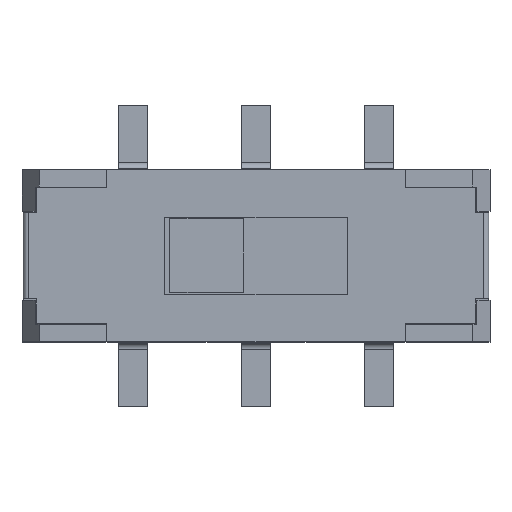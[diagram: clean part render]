
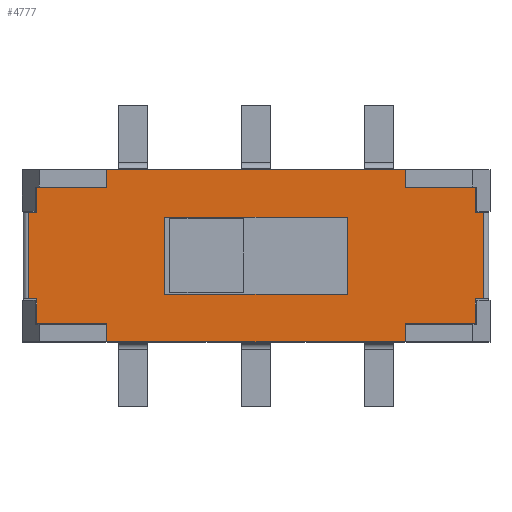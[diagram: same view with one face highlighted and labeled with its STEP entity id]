
A CAD part, top view. The second image highlights one B-rep face of the part: STEP entity #4777.
In plain terms, the highlighted planar face has unit normal (0, 0, 1).
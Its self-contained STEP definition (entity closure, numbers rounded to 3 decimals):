
#382=ORIENTED_EDGE('',*,*,#1158,.F.);
#383=ORIENTED_EDGE('',*,*,#1351,.T.);
#384=ORIENTED_EDGE('',*,*,#1170,.F.);
#385=ORIENTED_EDGE('',*,*,#1344,.F.);
#386=ORIENTED_EDGE('',*,*,#1248,.F.);
#387=ORIENTED_EDGE('',*,*,#1252,.F.);
#388=ORIENTED_EDGE('',*,*,#1255,.F.);
#389=ORIENTED_EDGE('',*,*,#1258,.F.);
#390=ORIENTED_EDGE('',*,*,#1261,.F.);
#391=ORIENTED_EDGE('',*,*,#1331,.F.);
#392=ORIENTED_EDGE('',*,*,#1352,.F.);
#393=ORIENTED_EDGE('',*,*,#1341,.T.);
#394=ORIENTED_EDGE('',*,*,#1353,.F.);
#395=ORIENTED_EDGE('',*,*,#1354,.F.);
#396=ORIENTED_EDGE('',*,*,#1355,.F.);
#397=ORIENTED_EDGE('',*,*,#1356,.F.);
#398=ORIENTED_EDGE('',*,*,#1357,.F.);
#399=ORIENTED_EDGE('',*,*,#1358,.F.);
#400=ORIENTED_EDGE('',*,*,#1359,.F.);
#401=ORIENTED_EDGE('',*,*,#1360,.F.);
#402=ORIENTED_EDGE('',*,*,#1235,.F.);
#403=ORIENTED_EDGE('',*,*,#1233,.F.);
#404=ORIENTED_EDGE('',*,*,#1231,.F.);
#405=ORIENTED_EDGE('',*,*,#1228,.F.);
#1158=EDGE_CURVE('',#1678,#1679,#2021,.T.);
#1170=EDGE_CURVE('',#1690,#1691,#2033,.T.);
#1228=EDGE_CURVE('',#1736,#1737,#2082,.T.);
#1231=EDGE_CURVE('',#1737,#1738,#2085,.T.);
#1233=EDGE_CURVE('',#1738,#1739,#2087,.T.);
#1235=EDGE_CURVE('',#1739,#1736,#2089,.T.);
#1248=EDGE_CURVE('',#1750,#1751,#2102,.T.);
#1252=EDGE_CURVE('',#1753,#1750,#2106,.T.);
#1255=EDGE_CURVE('',#1755,#1753,#2109,.T.);
#1258=EDGE_CURVE('',#1757,#1755,#2112,.T.);
#1261=EDGE_CURVE('',#1759,#1757,#2115,.T.);
#1331=EDGE_CURVE('',#1810,#1759,#2173,.T.);
#1341=EDGE_CURVE('',#1820,#1819,#2182,.F.);
#1344=EDGE_CURVE('',#1751,#1690,#2184,.T.);
#1351=EDGE_CURVE('',#1678,#1691,#2191,.F.);
#1352=EDGE_CURVE('',#1820,#1810,#2192,.T.);
#1353=EDGE_CURVE('',#1825,#1819,#2193,.T.);
#1354=EDGE_CURVE('',#1826,#1825,#2194,.T.);
#1355=EDGE_CURVE('',#1827,#1826,#2195,.T.);
#1356=EDGE_CURVE('',#1828,#1827,#2196,.T.);
#1357=EDGE_CURVE('',#1829,#1828,#2197,.T.);
#1358=EDGE_CURVE('',#1830,#1829,#2198,.T.);
#1359=EDGE_CURVE('',#1831,#1830,#2199,.T.);
#1360=EDGE_CURVE('',#1679,#1831,#2200,.T.);
#1678=VERTEX_POINT('',#6113);
#1679=VERTEX_POINT('',#6115);
#1690=VERTEX_POINT('',#6138);
#1691=VERTEX_POINT('',#6140);
#1736=VERTEX_POINT('',#6260);
#1737=VERTEX_POINT('',#6261);
#1738=VERTEX_POINT('',#6266);
#1739=VERTEX_POINT('',#6270);
#1750=VERTEX_POINT('',#6300);
#1751=VERTEX_POINT('',#6302);
#1753=VERTEX_POINT('',#6308);
#1755=VERTEX_POINT('',#6314);
#1757=VERTEX_POINT('',#6320);
#1759=VERTEX_POINT('',#6326);
#1810=VERTEX_POINT('',#6469);
#1819=VERTEX_POINT('',#6490);
#1820=VERTEX_POINT('',#6492);
#1825=VERTEX_POINT('',#6513);
#1826=VERTEX_POINT('',#6515);
#1827=VERTEX_POINT('',#6517);
#1828=VERTEX_POINT('',#6519);
#1829=VERTEX_POINT('',#6521);
#1830=VERTEX_POINT('',#6523);
#1831=VERTEX_POINT('',#6525);
#2021=LINE('',#6114,#2489);
#2033=LINE('',#6139,#2501);
#2082=LINE('',#6259,#2550);
#2085=LINE('',#6265,#2553);
#2087=LINE('',#6269,#2555);
#2089=LINE('',#6273,#2557);
#2102=LINE('',#6301,#2570);
#2106=LINE('',#6309,#2574);
#2109=LINE('',#6315,#2577);
#2112=LINE('',#6321,#2580);
#2115=LINE('',#6327,#2583);
#2173=LINE('',#6470,#2641);
#2182=LINE('',#6491,#2650);
#2184=LINE('',#6496,#2652);
#2191=LINE('',#6509,#2659);
#2192=LINE('',#6511,#2660);
#2193=LINE('',#6512,#2661);
#2194=LINE('',#6514,#2662);
#2195=LINE('',#6516,#2663);
#2196=LINE('',#6518,#2664);
#2197=LINE('',#6520,#2665);
#2198=LINE('',#6522,#2666);
#2199=LINE('',#6524,#2667);
#2200=LINE('',#6526,#2668);
#2489=VECTOR('',#5163,1000.);
#2501=VECTOR('',#5177,1000.);
#2550=VECTOR('',#5278,1000.);
#2553=VECTOR('',#5283,1000.);
#2555=VECTOR('',#5287,1000.);
#2557=VECTOR('',#5291,1000.);
#2570=VECTOR('',#5312,1000.);
#2574=VECTOR('',#5318,1000.);
#2577=VECTOR('',#5323,1000.);
#2580=VECTOR('',#5328,1000.);
#2583=VECTOR('',#5333,1000.);
#2641=VECTOR('',#5459,1000.);
#2650=VECTOR('',#5474,1000.);
#2652=VECTOR('',#5480,1000.);
#2659=VECTOR('',#5491,1000.);
#2660=VECTOR('',#5494,1000.);
#2661=VECTOR('',#5495,1000.);
#2662=VECTOR('',#5496,1000.);
#2663=VECTOR('',#5497,1000.);
#2664=VECTOR('',#5498,1000.);
#2665=VECTOR('',#5499,1000.);
#2666=VECTOR('',#5500,1000.);
#2667=VECTOR('',#5501,1000.);
#2668=VECTOR('',#5502,1000.);
#2997=EDGE_LOOP('',(#382,#383,#384,#385,#386,#387,#388,#389,#390,#391,#392,
#393,#394,#395,#396,#397,#398,#399,#400,#401));
#2998=EDGE_LOOP('',(#402,#403,#404,#405));
#3179=FACE_BOUND('',#2997,.T.);
#3180=FACE_BOUND('',#2998,.T.);
#3348=PLANE('',#4986);
#4777=ADVANCED_FACE('',(#3179,#3180),#3348,.F.);
#4986=AXIS2_PLACEMENT_3D('',#6510,#5492,#5493);
#5163=DIRECTION('',(-1.,0.,0.));
#5177=DIRECTION('',(1.,0.,0.));
#5278=DIRECTION('',(0.,-1.,0.));
#5283=DIRECTION('',(1.,0.,0.));
#5287=DIRECTION('',(0.,1.,0.));
#5291=DIRECTION('',(-1.,0.,0.));
#5312=DIRECTION('',(1.,0.,0.));
#5318=DIRECTION('',(0.,-1.,0.));
#5323=DIRECTION('',(1.,0.,0.));
#5328=DIRECTION('',(0.,1.,0.));
#5333=DIRECTION('',(1.,0.,0.));
#5459=DIRECTION('',(0.,1.,0.));
#5474=DIRECTION('',(0.,1.,0.));
#5480=DIRECTION('',(0.,-1.,0.));
#5491=DIRECTION('',(0.,-1.,0.));
#5492=DIRECTION('',(0.,0.,-1.));
#5493=DIRECTION('',(-1.,0.,0.));
#5494=DIRECTION('',(1.,0.,0.));
#5495=DIRECTION('',(-1.,0.,0.));
#5496=DIRECTION('',(0.,1.,0.));
#5497=DIRECTION('',(-1.,0.,0.));
#5498=DIRECTION('',(0.,1.,0.));
#5499=DIRECTION('',(-1.,0.,0.));
#5500=DIRECTION('',(0.,-1.,0.));
#5501=DIRECTION('',(-1.,0.,0.));
#5502=DIRECTION('',(0.,-1.,0.));
#6113=CARTESIAN_POINT('',(4.627,-0.875,3.494));
#6114=CARTESIAN_POINT('',(4.455,-0.875,3.494));
#6115=CARTESIAN_POINT('',(4.455,-0.875,3.494));
#6138=CARTESIAN_POINT('',(4.455,0.875,3.494));
#6139=CARTESIAN_POINT('',(4.455,0.875,3.494));
#6140=CARTESIAN_POINT('',(4.627,0.875,3.494));
#6259=CARTESIAN_POINT('',(-1.85,0.,3.494));
#6260=CARTESIAN_POINT('',(-1.85,0.782,3.494));
#6261=CARTESIAN_POINT('',(-1.85,-0.782,3.494));
#6265=CARTESIAN_POINT('',(0.,-0.782,3.494));
#6266=CARTESIAN_POINT('',(1.85,-0.782,3.494));
#6269=CARTESIAN_POINT('',(1.85,0.,3.494));
#6270=CARTESIAN_POINT('',(1.85,0.782,3.494));
#6273=CARTESIAN_POINT('',(0.,0.782,3.494));
#6300=CARTESIAN_POINT('',(3.025,1.382,3.494));
#6301=CARTESIAN_POINT('',(3.025,1.382,3.494));
#6302=CARTESIAN_POINT('',(4.455,1.382,3.494));
#6308=CARTESIAN_POINT('',(3.025,1.744,3.494));
#6309=CARTESIAN_POINT('',(3.025,1.744,3.494));
#6314=CARTESIAN_POINT('',(-3.025,1.744,3.494));
#6315=CARTESIAN_POINT('',(-3.025,1.744,3.494));
#6320=CARTESIAN_POINT('',(-3.025,1.382,3.494));
#6321=CARTESIAN_POINT('',(-3.025,1.744,3.494));
#6326=CARTESIAN_POINT('',(-4.455,1.382,3.494));
#6327=CARTESIAN_POINT('',(-3.025,1.382,3.494));
#6469=CARTESIAN_POINT('',(-4.455,0.875,3.494));
#6470=CARTESIAN_POINT('',(-4.455,1.382,3.494));
#6490=CARTESIAN_POINT('',(-4.627,-0.875,3.494));
#6491=CARTESIAN_POINT('',(-4.627,-0.875,3.494));
#6492=CARTESIAN_POINT('',(-4.627,0.875,3.494));
#6496=CARTESIAN_POINT('',(4.455,1.382,3.494));
#6509=CARTESIAN_POINT('',(4.627,0.875,3.494));
#6510=CARTESIAN_POINT('',(0.,0.,3.494));
#6511=CARTESIAN_POINT('',(-4.455,0.875,3.494));
#6512=CARTESIAN_POINT('',(-4.455,-0.875,3.494));
#6513=CARTESIAN_POINT('',(-4.455,-0.875,3.494));
#6514=CARTESIAN_POINT('',(-4.455,-1.382,3.494));
#6515=CARTESIAN_POINT('',(-4.455,-1.382,3.494));
#6516=CARTESIAN_POINT('',(-3.025,-1.382,3.494));
#6517=CARTESIAN_POINT('',(-3.025,-1.382,3.494));
#6518=CARTESIAN_POINT('',(-3.025,-1.744,3.494));
#6519=CARTESIAN_POINT('',(-3.025,-1.744,3.494));
#6520=CARTESIAN_POINT('',(3.025,-1.744,3.494));
#6521=CARTESIAN_POINT('',(3.025,-1.744,3.494));
#6522=CARTESIAN_POINT('',(3.025,-1.744,3.494));
#6523=CARTESIAN_POINT('',(3.025,-1.382,3.494));
#6524=CARTESIAN_POINT('',(3.025,-1.382,3.494));
#6525=CARTESIAN_POINT('',(4.455,-1.382,3.494));
#6526=CARTESIAN_POINT('',(4.455,-1.382,3.494));
